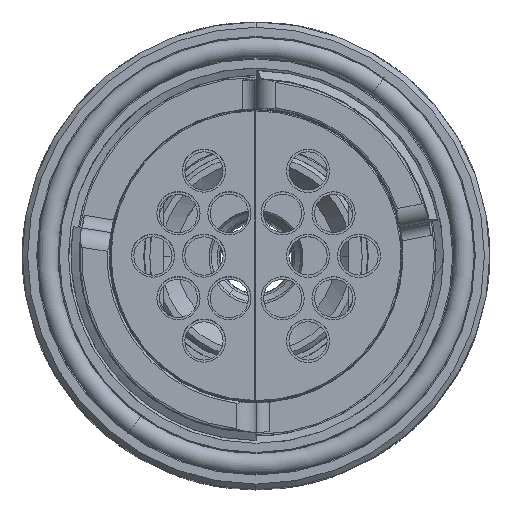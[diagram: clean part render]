
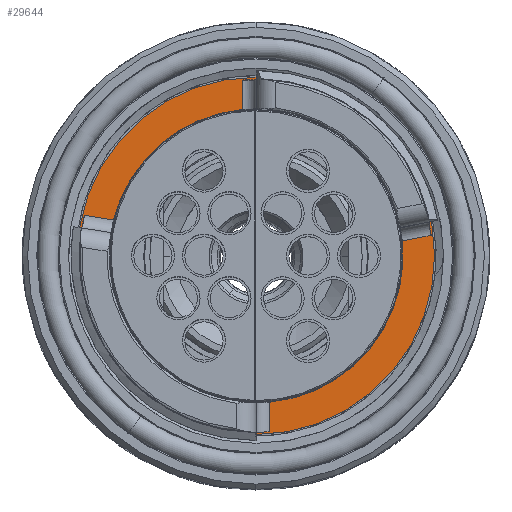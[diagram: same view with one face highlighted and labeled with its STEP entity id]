
A CAD part, top view. The second image highlights one B-rep face of the part: STEP entity #29644.
In plain terms, the highlighted planar face has unit normal (0, 0, 1).
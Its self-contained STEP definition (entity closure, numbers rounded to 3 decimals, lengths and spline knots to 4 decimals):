
#997 = CARTESIAN_POINT ( 'NONE',  ( 0.6879, 0.0706, -0.9 ) ) ;
#1424 = AXIS2_PLACEMENT_3D ( 'NONE', #45439, #11357, #35149 ) ;
#1449 = VECTOR ( 'NONE', #33710, 39.3701 ) ;
#1517 = DIRECTION ( 'NONE',  ( 0., 0., 1. ) ) ;
#2138 = ORIENTED_EDGE ( 'NONE', *, *, #37071, .T. ) ;
#3283 = EDGE_LOOP ( 'NONE', ( #40366, #31261, #18306, #43416, #23115, #38281, #43982, #12254, #2138 ) ) ;
#3722 = VERTEX_POINT ( 'NONE', #997 ) ;
#4448 = CARTESIAN_POINT ( 'NONE',  ( 0., -0.83, -0.9 ) ) ;
#4746 = CARTESIAN_POINT ( 'NONE',  ( 0., 0., -0.9 ) ) ;
#5544 = DIRECTION ( 'NONE',  ( 0., 1., 0. ) ) ;
#6806 = CARTESIAN_POINT ( 'NONE',  ( 0.062, -0.83, -0.9 ) ) ;
#6871 = PLANE ( 'NONE',  #42243 ) ;
#7054 = DIRECTION ( 'NONE',  ( 0., -1., 0. ) ) ;
#7068 = DIRECTION ( 'NONE',  ( 0., 0., 1. ) ) ;
#8095 = DIRECTION ( 'NONE',  ( 0., -1., 0. ) ) ;
#8515 = EDGE_CURVE ( 'NONE', #44888, #3722, #42420, .T. ) ;
#9019 = EDGE_CURVE ( 'NONE', #11523, #25335, #10543, .T. ) ;
#9813 = DIRECTION ( 'NONE',  ( 0., -1., 0. ) ) ;
#10543 = CIRCLE ( 'NONE', #17079, 0.83 ) ;
#11046 = EDGE_CURVE ( 'NONE', #44888, #31544, #47694, .T. ) ;
#11357 = DIRECTION ( 'NONE',  ( 0., 0., -1. ) ) ;
#11523 = VERTEX_POINT ( 'NONE', #31102 ) ;
#11928 = CARTESIAN_POINT ( 'NONE',  ( 0., 0., -0.9 ) ) ;
#12254 = ORIENTED_EDGE ( 'NONE', *, *, #9019, .F. ) ;
#12819 = CIRCLE ( 'NONE', #36524, 0.6915 ) ;
#13701 = EDGE_CURVE ( 'NONE', #3722, #27251, #12819, .T. ) ;
#13862 = DIRECTION ( 'NONE',  ( 0., -1., 0. ) ) ;
#14364 = CIRCLE ( 'NONE', #27433, 0.8405 ) ;
#14757 = VERTEX_POINT ( 'NONE', #22940 ) ;
#15246 = LINE ( 'NONE', #6806, #41073 ) ;
#15381 = VERTEX_POINT ( 'NONE', #31807 ) ;
#15907 = VECTOR ( 'NONE', #5544, 39.3701 ) ;
#16972 = DIRECTION ( 'NONE',  ( 0.988, -0.156, 0. ) ) ;
#17079 = AXIS2_PLACEMENT_3D ( 'NONE', #17448, #1517, #13862 ) ;
#17150 = CARTESIAN_POINT ( 'NONE',  ( -0.6705, 0.169, -0.9 ) ) ;
#17183 = CARTESIAN_POINT ( 'NONE',  ( 0., 0.8405, -0.9 ) ) ;
#17448 = CARTESIAN_POINT ( 'NONE',  ( 0., 0., -0.9 ) ) ;
#17500 = CARTESIAN_POINT ( 'NONE',  ( 0., 0., -0.9 ) ) ;
#17654 = VECTOR ( 'NONE', #16972, 39.3701 ) ;
#17883 = EDGE_CURVE ( 'NONE', #25335, #15381, #44908, .T. ) ;
#18306 = ORIENTED_EDGE ( 'NONE', *, *, #11046, .F. ) ;
#19584 = VERTEX_POINT ( 'NONE', #17150 ) ;
#20832 = LINE ( 'NONE', #21334, #17654 ) ;
#21334 = CARTESIAN_POINT ( 'NONE',  ( -0.6733, 0.1694, -0.9 ) ) ;
#21507 = CARTESIAN_POINT ( 'NONE',  ( 0., 0.83, -0.9 ) ) ;
#21650 = DIRECTION ( 'NONE',  ( 0., 0., 1. ) ) ;
#21808 = EDGE_CURVE ( 'NONE', #27251, #15381, #15246, .T. ) ;
#22800 = AXIS2_PLACEMENT_3D ( 'NONE', #25736, #21650, #29821 ) ;
#22940 = CARTESIAN_POINT ( 'NONE',  ( 0., -0.8405, -0.9 ) ) ;
#23115 = ORIENTED_EDGE ( 'NONE', *, *, #13701, .T. ) ;
#24674 = CARTESIAN_POINT ( 'NONE',  ( 0.062, -0.6887, -0.9 ) ) ;
#25034 = CARTESIAN_POINT ( 'NONE',  ( -0.062, 0.83, -0.9 ) ) ;
#25137 = CIRCLE ( 'NONE', #1424, 0.6915 ) ;
#25335 = VERTEX_POINT ( 'NONE', #4448 ) ;
#25736 = CARTESIAN_POINT ( 'NONE',  ( 0., 0., -0.9 ) ) ;
#26262 = EDGE_CURVE ( 'NONE', #28266, #31544, #29106, .T. ) ;
#27251 = VERTEX_POINT ( 'NONE', #24674 ) ;
#27433 = AXIS2_PLACEMENT_3D ( 'NONE', #11928, #7068, #8095 ) ;
#28266 = VERTEX_POINT ( 'NONE', #36154 ) ;
#29106 = LINE ( 'NONE', #25034, #15907 ) ;
#29644 = ADVANCED_FACE ( 'NONE', ( #41471, #41986 ), #6871, .F. ) ;
#29821 = DIRECTION ( 'NONE',  ( 0., -1., 0. ) ) ;
#30877 = CARTESIAN_POINT ( 'NONE',  ( 0.6906, 0.0711, -0.9 ) ) ;
#31102 = CARTESIAN_POINT ( 'NONE',  ( -0.8078, 0.1907, -0.9 ) ) ;
#31261 = ORIENTED_EDGE ( 'NONE', *, *, #26262, .T. ) ;
#31468 = CIRCLE ( 'NONE', #49527, 0.8405 ) ;
#31544 = VERTEX_POINT ( 'NONE', #35652 ) ;
#31807 = CARTESIAN_POINT ( 'NONE',  ( 0.062, -0.8277, -0.9 ) ) ;
#32136 = AXIS2_PLACEMENT_3D ( 'NONE', #4746, #34995, #50660 ) ;
#33710 = DIRECTION ( 'NONE',  ( -0.982, -0.191, 0. ) ) ;
#34267 = DIRECTION ( 'NONE',  ( 0., 0., -1. ) ) ;
#34831 = DIRECTION ( 'NONE',  ( 0., 0., -1. ) ) ;
#34995 = DIRECTION ( 'NONE',  ( 0., 0., 1. ) ) ;
#35149 = DIRECTION ( 'NONE',  ( 1., 0., 0. ) ) ;
#35652 = CARTESIAN_POINT ( 'NONE',  ( -0.062, 0.8277, -0.9 ) ) ;
#35714 = EDGE_CURVE ( 'NONE', #47466, #14757, #31468, .T. ) ;
#36154 = CARTESIAN_POINT ( 'NONE',  ( -0.062, 0.6887, -0.9 ) ) ;
#36524 = AXIS2_PLACEMENT_3D ( 'NONE', #46135, #34831, #49494 ) ;
#37071 = EDGE_CURVE ( 'NONE', #11523, #19584, #20832, .T. ) ;
#37195 = DIRECTION ( 'NONE',  ( 0., 0., 1. ) ) ;
#38248 = EDGE_CURVE ( 'NONE', #14757, #47466, #14364, .T. ) ;
#38281 = ORIENTED_EDGE ( 'NONE', *, *, #21808, .T. ) ;
#38504 = EDGE_LOOP ( 'NONE', ( #39267, #40423 ) ) ;
#39267 = ORIENTED_EDGE ( 'NONE', *, *, #38248, .T. ) ;
#40366 = ORIENTED_EDGE ( 'NONE', *, *, #40743, .T. ) ;
#40423 = ORIENTED_EDGE ( 'NONE', *, *, #35714, .T. ) ;
#40743 = EDGE_CURVE ( 'NONE', #19584, #28266, #25137, .T. ) ;
#41073 = VECTOR ( 'NONE', #7054, 39.3701 ) ;
#41471 = FACE_BOUND ( 'NONE', #3283, .T. ) ;
#41986 = FACE_OUTER_BOUND ( 'NONE', #38504, .T. ) ;
#42243 = AXIS2_PLACEMENT_3D ( 'NONE', #21507, #34267, #49186 ) ;
#42420 = LINE ( 'NONE', #30877, #1449 ) ;
#43416 = ORIENTED_EDGE ( 'NONE', *, *, #8515, .T. ) ;
#43982 = ORIENTED_EDGE ( 'NONE', *, *, #17883, .F. ) ;
#44888 = VERTEX_POINT ( 'NONE', #45451 ) ;
#44908 = CIRCLE ( 'NONE', #22800, 0.83 ) ;
#45439 = CARTESIAN_POINT ( 'NONE',  ( 0., 0., -0.9 ) ) ;
#45451 = CARTESIAN_POINT ( 'NONE',  ( 0.8243, 0.0971, -0.9 ) ) ;
#46135 = CARTESIAN_POINT ( 'NONE',  ( 0., 0., -0.9 ) ) ;
#47466 = VERTEX_POINT ( 'NONE', #17183 ) ;
#47694 = CIRCLE ( 'NONE', #32136, 0.83 ) ;
#49186 = DIRECTION ( 'NONE',  ( 0., 1., 0. ) ) ;
#49494 = DIRECTION ( 'NONE',  ( 1., 0., 0. ) ) ;
#49527 = AXIS2_PLACEMENT_3D ( 'NONE', #17500, #37195, #9813 ) ;
#50660 = DIRECTION ( 'NONE',  ( 0., -1., 0. ) ) ;
